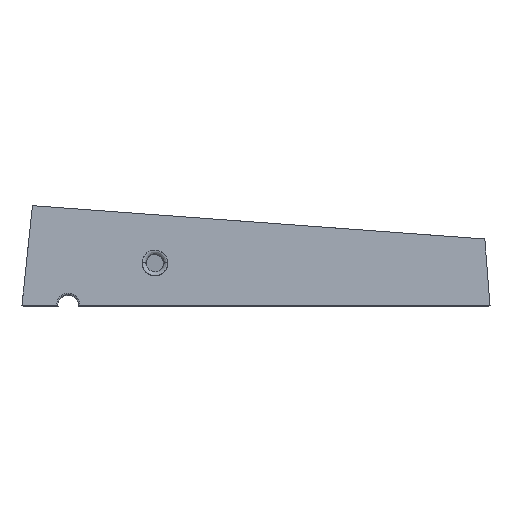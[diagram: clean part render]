
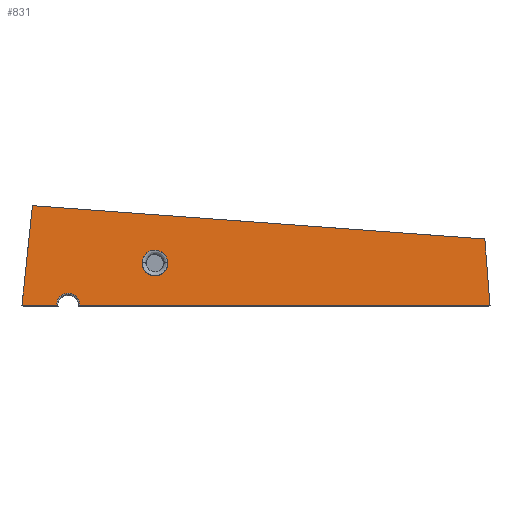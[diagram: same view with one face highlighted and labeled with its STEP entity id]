
A CAD part, left-side view. The second image highlights one B-rep face of the part: STEP entity #831.
In plain terms, the highlighted planar face has unit normal (-0.997, 0, 0.079).
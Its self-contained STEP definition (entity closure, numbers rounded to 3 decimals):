
#1 = PLANE ( 'NONE',  #3136 ) ;
#148 = CARTESIAN_POINT ( 'NONE',  ( -158.88, 43.85, 0.382 ) ) ;
#206 = CARTESIAN_POINT ( 'NONE',  ( -158.351, 23.6, 7.1 ) ) ;
#224 = CARTESIAN_POINT ( 'NONE',  ( -158.351, 29.6, 7.1 ) ) ;
#237 = DIRECTION ( 'NONE',  ( 0.078, 0., 0.997 ) ) ;
#251 = ORIENTED_EDGE ( 'NONE', *, *, #2419, .T. ) ;
#255 = CARTESIAN_POINT ( 'NONE',  ( -157.879, 17.6, 13.1 ) ) ;
#307 = FACE_BOUND ( 'NONE', #1080, .T. ) ;
#388 = VERTEX_POINT ( 'NONE', #2249 ) ;
#390 = VECTOR ( 'NONE', #977, 1000. ) ;
#396 = CARTESIAN_POINT ( 'NONE',  ( -157.498, 52.774, 17.942 ) ) ;
#440 = DIRECTION ( 'NONE',  ( 0.997, 0., -0.078 ) ) ;
#471 = EDGE_CURVE ( 'NONE', #388, #3165, #3892, .T. ) ;
#715 = EDGE_LOOP ( 'NONE', ( #251, #3090, #2811, #1427, #1336, #4106, #2488 ) ) ;
#741 = VECTOR ( 'NONE', #1151, 1000. ) ;
#814 = AXIS2_PLACEMENT_3D ( 'NONE', #1610, #4013, #237 ) ;
#831 = ADVANCED_FACE ( 'NONE', ( #1710, #307 ), #1, .T. ) ;
#870 = CARTESIAN_POINT ( 'NONE',  ( -157.061, 52.19, 23.5 ) ) ;
#896 = AXIS2_PLACEMENT_3D ( 'NONE', #148, #440, #1812 ) ;
#924 = EDGE_CURVE ( 'NONE', #4131, #2491, #3983, .T. ) ;
#977 = DIRECTION ( 'NONE',  ( -0.078, -0.078, -0.994 ) ) ;
#1080 = EDGE_LOOP ( 'NONE', ( #3628, #4073 ) ) ;
#1130 = LINE ( 'NONE', #2861, #1631 ) ;
#1151 = DIRECTION ( 'NONE',  ( 0., -1., 0. ) ) ;
#1156 = VERTEX_POINT ( 'NONE', #3077 ) ;
#1336 = ORIENTED_EDGE ( 'NONE', *, *, #3914, .F. ) ;
#1376 = DIRECTION ( 'NONE',  ( -0.997, 0., 0.078 ) ) ;
#1394 = EDGE_CURVE ( 'NONE', #2491, #1156, #2222, .T. ) ;
#1427 = ORIENTED_EDGE ( 'NONE', *, *, #1394, .T. ) ;
#1517 = EDGE_CURVE ( 'NONE', #3165, #388, #3279, .T. ) ;
#1536 = CIRCLE ( 'NONE', #814, 2.7 ) ;
#1560 = LINE ( 'NONE', #4055, #390 ) ;
#1582 = CARTESIAN_POINT ( 'NONE',  ( -158.351, 17.6, 7.1 ) ) ;
#1610 = CARTESIAN_POINT ( 'NONE',  ( -158.88, 43.85, 0.382 ) ) ;
#1631 = VECTOR ( 'NONE', #2838, 1000. ) ;
#1684 = DIRECTION ( 'NONE',  ( 0.078, 0., 0.997 ) ) ;
#1710 = FACE_OUTER_BOUND ( 'NONE', #715, .T. ) ;
#1769 = DIRECTION ( 'NONE',  ( 0.078, -0.104, 0.991 ) ) ;
#1812 = DIRECTION ( 'NONE',  ( 0.078, 0., 0.997 ) ) ;
#2095 = EDGE_CURVE ( 'NONE', #3088, #4047, #3081, .T. ) ;
#2222 = LINE ( 'NONE', #3976, #741 ) ;
#2249 = CARTESIAN_POINT ( 'NONE',  ( -158.351, 23.6, 7.1 ) ) ;
#2419 = EDGE_CURVE ( 'NONE', #3088, #3145, #1130, .T. ) ;
#2488 = ORIENTED_EDGE ( 'NONE', *, *, #2095, .F. ) ;
#2491 = VERTEX_POINT ( 'NONE', #3557 ) ;
#2545 = VERTEX_POINT ( 'NONE', #3978 ) ;
#2708 = CARTESIAN_POINT ( 'NONE',  ( -157.879, 23.6, 13.1 ) ) ;
#2811 = ORIENTED_EDGE ( 'NONE', *, *, #924, .T. ) ;
#2838 = DIRECTION ( 'NONE',  ( 0., -1., 0. ) ) ;
#2861 = CARTESIAN_POINT ( 'NONE',  ( -158.886, 46.219, 0.299 ) ) ;
#2957 = CARTESIAN_POINT ( 'NONE',  ( -157.879, 23.6, 13.1 ) ) ;
#2973 = CARTESIAN_POINT ( 'NONE',  ( -158.668, 43.85, 3.074 ) ) ;
#3067 = CARTESIAN_POINT ( 'NONE',  ( -158.351, 23.6, 7.1 ) ) ;
#3077 = CARTESIAN_POINT ( 'NONE',  ( -158.886, -54.636, 0.299 ) ) ;
#3081 = LINE ( 'NONE', #396, #3777 ) ;
#3088 = VERTEX_POINT ( 'NONE', #4042 ) ;
#3090 = ORIENTED_EDGE ( 'NONE', *, *, #3457, .T. ) ;
#3136 = AXIS2_PLACEMENT_3D ( 'NONE', #4091, #1376, #1684 ) ;
#3145 = VERTEX_POINT ( 'NONE', #3813 ) ;
#3165 = VERTEX_POINT ( 'NONE', #3442 ) ;
#3236 = DIRECTION ( 'NONE',  ( 0.006, 0.997, 0.073 ) ) ;
#3274 = EDGE_CURVE ( 'NONE', #2545, #4047, #3523, .T. ) ;
#3279 =( BOUNDED_CURVE ( )  B_SPLINE_CURVE ( 3, ( #2708, #3691, #224, #3067 ),
 .UNSPECIFIED., .F., .F. ) 
 B_SPLINE_CURVE_WITH_KNOTS ( ( 4, 4 ),
 ( 3.142, 6.283 ),
 .UNSPECIFIED. ) 
 CURVE ( )  GEOMETRIC_REPRESENTATION_ITEM ( )  RATIONAL_B_SPLINE_CURVE ( ( 1., 0.333, 0.333, 1. ) ) 
 REPRESENTATION_ITEM ( '' )  );
#3442 = CARTESIAN_POINT ( 'NONE',  ( -157.879, 23.6, 13.1 ) ) ;
#3457 = EDGE_CURVE ( 'NONE', #3145, #4131, #1536, .T. ) ;
#3523 = LINE ( 'NONE', #4223, #3833 ) ;
#3557 = CARTESIAN_POINT ( 'NONE',  ( -158.886, 41.151, 0.299 ) ) ;
#3628 = ORIENTED_EDGE ( 'NONE', *, *, #1517, .F. ) ;
#3691 = CARTESIAN_POINT ( 'NONE',  ( -157.879, 29.6, 13.1 ) ) ;
#3777 = VECTOR ( 'NONE', #1769, 1000. ) ;
#3813 = CARTESIAN_POINT ( 'NONE',  ( -158.886, 46.549, 0.299 ) ) ;
#3833 = VECTOR ( 'NONE', #3236, 1000. ) ;
#3892 =( BOUNDED_CURVE ( )  B_SPLINE_CURVE ( 3, ( #206, #1582, #255, #2957 ),
 .UNSPECIFIED., .F., .F. ) 
 B_SPLINE_CURVE_WITH_KNOTS ( ( 4, 4 ),
 ( 0., 3.142 ),
 .UNSPECIFIED. ) 
 CURVE ( )  GEOMETRIC_REPRESENTATION_ITEM ( )  RATIONAL_B_SPLINE_CURVE ( ( 1., 0.333, 0.333, 1. ) ) 
 REPRESENTATION_ITEM ( '' )  );
#3914 = EDGE_CURVE ( 'NONE', #2545, #1156, #1560, .T. ) ;
#3976 = CARTESIAN_POINT ( 'NONE',  ( -158.886, -54.66, 0.299 ) ) ;
#3978 = CARTESIAN_POINT ( 'NONE',  ( -157.673, -53.423, 15.722 ) ) ;
#3983 = CIRCLE ( 'NONE', #896, 2.7 ) ;
#4013 = DIRECTION ( 'NONE',  ( 0.997, 0., -0.078 ) ) ;
#4042 = CARTESIAN_POINT ( 'NONE',  ( -158.886, 54.629, 0.299 ) ) ;
#4047 = VERTEX_POINT ( 'NONE', #870 ) ;
#4055 = CARTESIAN_POINT ( 'NONE',  ( -157.603, -53.353, 16.603 ) ) ;
#4073 = ORIENTED_EDGE ( 'NONE', *, *, #471, .F. ) ;
#4091 = CARTESIAN_POINT ( 'NONE',  ( -157.932, 0., 12.43 ) ) ;
#4106 = ORIENTED_EDGE ( 'NONE', *, *, #3274, .T. ) ;
#4131 = VERTEX_POINT ( 'NONE', #2973 ) ;
#4223 = CARTESIAN_POINT ( 'NONE',  ( -157.366, -0.533, 19.617 ) ) ;
